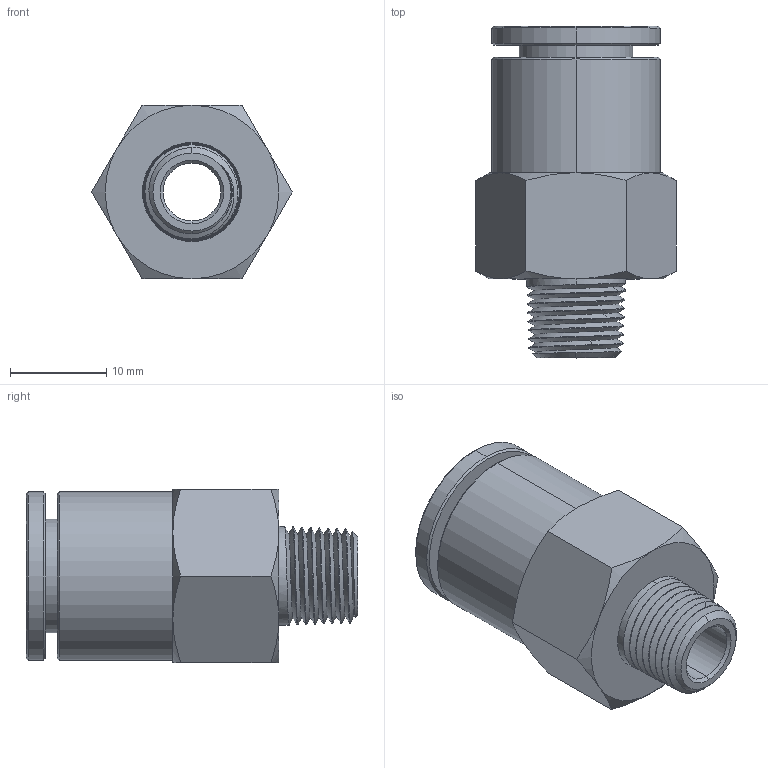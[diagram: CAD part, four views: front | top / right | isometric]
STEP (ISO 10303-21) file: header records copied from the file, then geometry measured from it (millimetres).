
FILE_DESCRIPTION (( 'STEP AP203' ), '1' );
FILE_NAME ('MCS10R1-8W.STEP', '2016-10-20T18:34:22', ( '' ), ( '' ), 'SwSTEP 2.0', 'SolidWorks 2016', '' );
FILE_SCHEMA (( 'CONFIG_CONTROL_DESIGN' ));
Length unit declared in the file: millimetre
Products named in the file (1): MCS10R1-8W
Bounding box: 20.78 x 34.42 x 18 mm (x, y, z)
Volume: 4527 mm3; surface area: 6610.9 mm2
Topology: 6 solids, 6 shells, 461 faces, 1280 edges, 836 vertices
Faces by surface type: cone 162, plane 155, bspline 79, cylinder 65
Entity records: 50289 total; most frequent: CARTESIAN_POINT 39567, ORIENTED_EDGE 2560, DIRECTION 1799, EDGE_CURVE 1280, VERTEX_POINT 836, AXIS2_PLACEMENT_3D 730, B_SPLINE_CURVE_WITH_KNOTS 594, EDGE_LOOP 478
